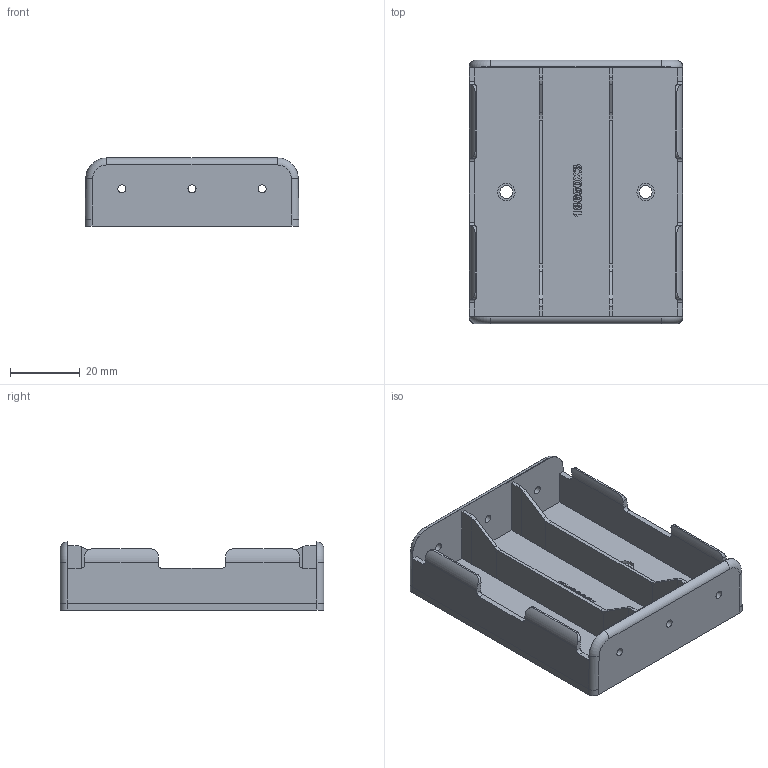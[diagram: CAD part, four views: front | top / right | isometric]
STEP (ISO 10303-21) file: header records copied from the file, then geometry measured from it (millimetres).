
FILE_DESCRIPTION(('FreeCAD Model'),'2;1');
FILE_NAME('Open CASCADE Shape Model','2022-09-19T18:54:15',(''),(''), 'Open CASCADE STEP processor 7.6','FreeCAD','Unknown');
FILE_SCHEMA(('AUTOMOTIVE_DESIGN { 1 0 10303 214 1 1 1 1 }'));
Length unit declared in the file: millimetre
Products named in the file (1): Cut
Bounding box: 61.3 x 75.6 x 19.5 mm (x, y, z)
Volume: 17783.7 mm3; surface area: 20993.7 mm2
Topology: 1 solids, 1 shells, 309 faces, 854 edges, 560 vertices
Faces by surface type: extrusion 136, plane 97, cylinder 56, bspline 16, torus 4
Full cylindrical faces by diameter (mm): 2.3 x6, 3.7 x2, 5 x2
Entity records: 11384 total; most frequent: CARTESIAN_POINT 4130, ORIENTED_EDGE 1708, DIRECTION 1034, EDGE_CURVE 854, VERTEX_POINT 560, VECTOR 542, B_SPLINE_CURVE_WITH_KNOTS 496, LINE 406
